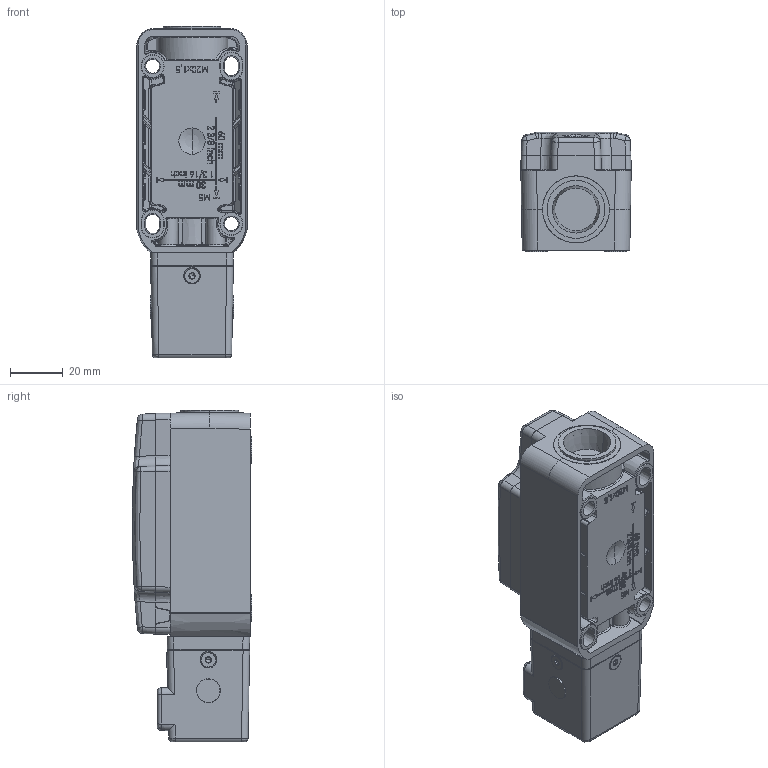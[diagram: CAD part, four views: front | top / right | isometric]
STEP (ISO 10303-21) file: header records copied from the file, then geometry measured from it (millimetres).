
FILE_DESCRIPTION((''),'2;1');
FILE_NAME('1354452_SW0001','2016-09-19T',('sharbsmeier'),('.steute Schaltgeräte GmbH, Löhne'),'PRO/ENGINEER BY PARAMETRIC TECHNOLOGY CORPORATION, 2015070','PRO/ENGINEER BY PARAMETRIC TECHNOLOGY CORPORATION, 2015070','');
FILE_SCHEMA(('CONFIG_CONTROL_DESIGN'));
Products named in the file (1): 1354452_SW0001
Bounding box: 42 x 45.47 x 126.35 mm (x, y, z)
Surface area: 60407.4 mm2 (no closed solid volume)
Topology: 0 solids, 100 shells, 3115 faces, 9931 edges, 6857 vertices
Faces by surface type: plane 997, cylinder 800, bspline 598, extrusion 360, cone 162, torus 102, sphere 96
Entity records: 141082 total; most frequent: CARTESIAN_POINT 62887, ORIENTED_EDGE 17162, DIRECTION 12893, EDGE_CURVE 9913, VERTEX_POINT 6857, VECTOR 4539, LINE 4179, AXIS2_PLACEMENT_3D 4177
